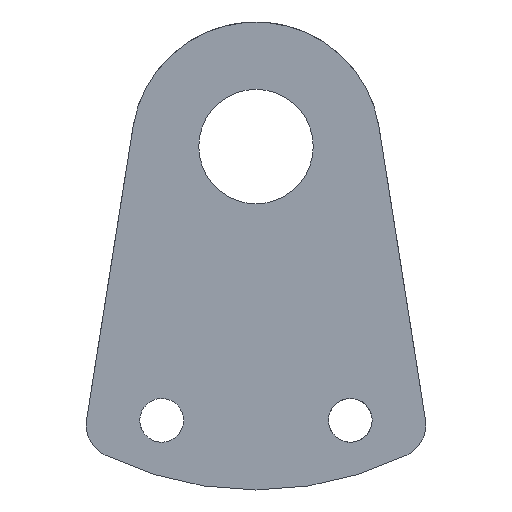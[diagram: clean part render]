
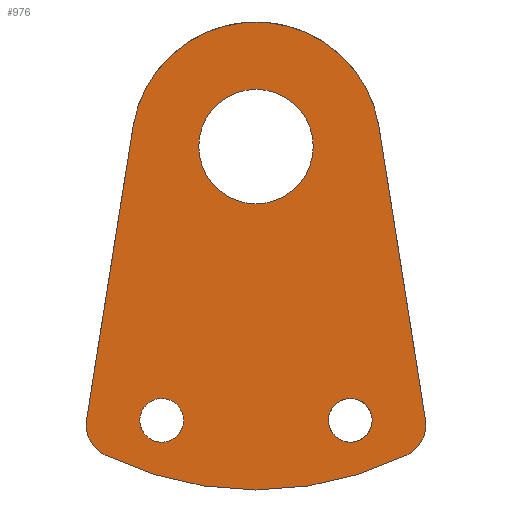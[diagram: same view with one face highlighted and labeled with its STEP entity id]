
A CAD part, front view. The second image highlights one B-rep face of the part: STEP entity #976.
In plain terms, the highlighted planar face has unit normal (0, -1, 0).
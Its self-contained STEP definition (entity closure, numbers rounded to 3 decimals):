
#213=VECTOR('Line Direction',#212,1.) ;
#437=VECTOR('Line Direction',#436,1.) ;
#157=DIRECTION('Axis2P3D Direction',(0.,1.,0.)) ;
#181=DIRECTION('Axis2P3D Direction',(0.,1.,0.)) ;
#212=DIRECTION('Vector Direction',(-0.156,0.,-0.988)) ;
#436=DIRECTION('Vector Direction',(0.156,0.,-0.988)) ;
#465=DIRECTION('Axis2P3D Direction',(0.,1.,0.)) ;
#728=DIRECTION('Axis2P3D Direction',(0.,1.,-0.)) ;
#791=DIRECTION('Axis2P3D Direction',(0.,1.,0.)) ;
#811=DIRECTION('Axis2P3D Direction',(0.,1.,0.)) ;
#836=DIRECTION('Axis2P3D Direction',(0.,1.,0.)) ;
#856=DIRECTION('Axis2P3D Direction',(0.,1.,0.)) ;
#914=DIRECTION('Axis2P3D Direction',(0.,-1.,0.)) ;
#940=DIRECTION('Axis2P3D Direction',(0.,-1.,0.)) ;
#952=DIRECTION('Axis2P3D Direction',(0.,1.,0.)) ;
#953=DIRECTION('Axis2P3D XDirection',(0.,0.,1.)) ;
#153=CARTESIAN_POINT('Vertex',(22.41,0.,-45.813)) ;
#156=CARTESIAN_POINT('Axis2P3D Location',(0.,0.,0.)) ;
#160=CARTESIAN_POINT('Vertex',(-22.41,0.,-45.813)) ;
#180=CARTESIAN_POINT('Axis2P3D Location',(-20.213,0.,-41.321)) ;
#184=CARTESIAN_POINT('Vertex',(-25.151,0.,-40.539)) ;
#211=CARTESIAN_POINT('Line Origine',(-21.712,0.,-18.822)) ;
#215=CARTESIAN_POINT('Vertex',(-18.272,0.,2.894)) ;
#432=CARTESIAN_POINT('Vertex',(18.272,0.,2.894)) ;
#435=CARTESIAN_POINT('Line Origine',(21.712,0.,-18.822)) ;
#439=CARTESIAN_POINT('Vertex',(25.151,0.,-40.539)) ;
#464=CARTESIAN_POINT('Axis2P3D Location',(20.213,0.,-41.321)) ;
#727=CARTESIAN_POINT('Axis2P3D Location',(0.,0.,0.)) ;
#787=CARTESIAN_POINT('Vertex',(-10.76,0.,-40.392)) ;
#790=CARTESIAN_POINT('Axis2P3D Location',(-13.999,0.,-40.657)) ;
#794=CARTESIAN_POINT('Vertex',(-17.239,0.,-40.923)) ;
#810=CARTESIAN_POINT('Axis2P3D Location',(-13.999,0.,-40.657)) ;
#832=CARTESIAN_POINT('Vertex',(10.753,0.,-40.495)) ;
#835=CARTESIAN_POINT('Axis2P3D Location',(13.999,0.,-40.657)) ;
#839=CARTESIAN_POINT('Vertex',(17.245,0.,-40.819)) ;
#855=CARTESIAN_POINT('Axis2P3D Location',(13.999,0.,-40.657)) ;
#913=CARTESIAN_POINT('Axis2P3D Location',(0.,0.,0.)) ;
#917=CARTESIAN_POINT('Vertex',(8.5,0.,0.)) ;
#919=CARTESIAN_POINT('Vertex',(-8.5,0.,0.)) ;
#939=CARTESIAN_POINT('Axis2P3D Location',(0.,0.,0.)) ;
#951=CARTESIAN_POINT('Axis2P3D Location',(0.,0.,0.)) ;
#158=AXIS2_PLACEMENT_3D('Circle Axis2P3D',#156,#157,$) ;
#182=AXIS2_PLACEMENT_3D('Circle Axis2P3D',#180,#181,$) ;
#466=AXIS2_PLACEMENT_3D('Circle Axis2P3D',#464,#465,$) ;
#729=AXIS2_PLACEMENT_3D('Circle Axis2P3D',#727,#728,$) ;
#792=AXIS2_PLACEMENT_3D('Circle Axis2P3D',#790,#791,$) ;
#812=AXIS2_PLACEMENT_3D('Circle Axis2P3D',#810,#811,$) ;
#837=AXIS2_PLACEMENT_3D('Circle Axis2P3D',#835,#836,$) ;
#857=AXIS2_PLACEMENT_3D('Circle Axis2P3D',#855,#856,$) ;
#915=AXIS2_PLACEMENT_3D('Circle Axis2P3D',#913,#914,$) ;
#941=AXIS2_PLACEMENT_3D('Circle Axis2P3D',#939,#940,$) ;
#954=AXIS2_PLACEMENT_3D('Plane Axis2P3D',#951,#952,#953) ;
#967=FACE_BOUND('',#964,.T.) ;
#971=FACE_BOUND('',#968,.T.) ;
#975=FACE_BOUND('',#972,.T.) ;
#162=EDGE_CURVE('',#154,#161,#159,.T.) ;
#186=EDGE_CURVE('',#161,#185,#183,.T.) ;
#217=EDGE_CURVE('',#185,#216,#214,.F.) ;
#441=EDGE_CURVE('',#433,#440,#438,.T.) ;
#468=EDGE_CURVE('',#440,#154,#467,.T.) ;
#731=EDGE_CURVE('',#216,#433,#730,.T.) ;
#796=EDGE_CURVE('',#795,#788,#793,.T.) ;
#814=EDGE_CURVE('',#788,#795,#813,.T.) ;
#841=EDGE_CURVE('',#840,#833,#838,.T.) ;
#859=EDGE_CURVE('',#833,#840,#858,.T.) ;
#921=EDGE_CURVE('',#918,#920,#916,.F.) ;
#943=EDGE_CURVE('',#920,#918,#942,.F.) ;
#955=PLANE('',#954) ;
#957=ORIENTED_EDGE('',*,*,#731,.F.) ;
#958=ORIENTED_EDGE('',*,*,#217,.F.) ;
#959=ORIENTED_EDGE('',*,*,#186,.F.) ;
#960=ORIENTED_EDGE('',*,*,#162,.F.) ;
#961=ORIENTED_EDGE('',*,*,#468,.F.) ;
#962=ORIENTED_EDGE('',*,*,#441,.F.) ;
#965=ORIENTED_EDGE('',*,*,#921,.T.) ;
#966=ORIENTED_EDGE('',*,*,#943,.T.) ;
#969=ORIENTED_EDGE('',*,*,#859,.T.) ;
#970=ORIENTED_EDGE('',*,*,#841,.T.) ;
#973=ORIENTED_EDGE('',*,*,#814,.T.) ;
#974=ORIENTED_EDGE('',*,*,#796,.T.) ;
#214=LINE('Line',#211,#213) ;
#438=LINE('Line',#435,#437) ;
#976=ADVANCED_FACE('Corps principal',(#963,#967,#971,#975),#955,.F.) ;
#159=CIRCLE('generated circle',#158,51.) ;
#183=CIRCLE('generated circle',#182,5.) ;
#467=CIRCLE('generated circle',#466,5.) ;
#730=CIRCLE('generated circle',#729,18.5) ;
#793=CIRCLE('generated circle',#792,3.25) ;
#813=CIRCLE('generated circle',#812,3.25) ;
#838=CIRCLE('generated circle',#837,3.25) ;
#858=CIRCLE('generated circle',#857,3.25) ;
#916=CIRCLE('generated circle',#915,8.5) ;
#942=CIRCLE('generated circle',#941,8.5) ;
#154=VERTEX_POINT('',#153) ;
#161=VERTEX_POINT('',#160) ;
#185=VERTEX_POINT('',#184) ;
#216=VERTEX_POINT('',#215) ;
#433=VERTEX_POINT('',#432) ;
#440=VERTEX_POINT('',#439) ;
#788=VERTEX_POINT('',#787) ;
#795=VERTEX_POINT('',#794) ;
#833=VERTEX_POINT('',#832) ;
#840=VERTEX_POINT('',#839) ;
#918=VERTEX_POINT('',#917) ;
#920=VERTEX_POINT('',#919) ;
#956=EDGE_LOOP('',(#957,#958,#959,#960,#961,#962)) ;
#964=EDGE_LOOP('',(#965,#966)) ;
#968=EDGE_LOOP('',(#969,#970)) ;
#972=EDGE_LOOP('',(#973,#974)) ;
#963=FACE_OUTER_BOUND('',#956,.T.) ;
